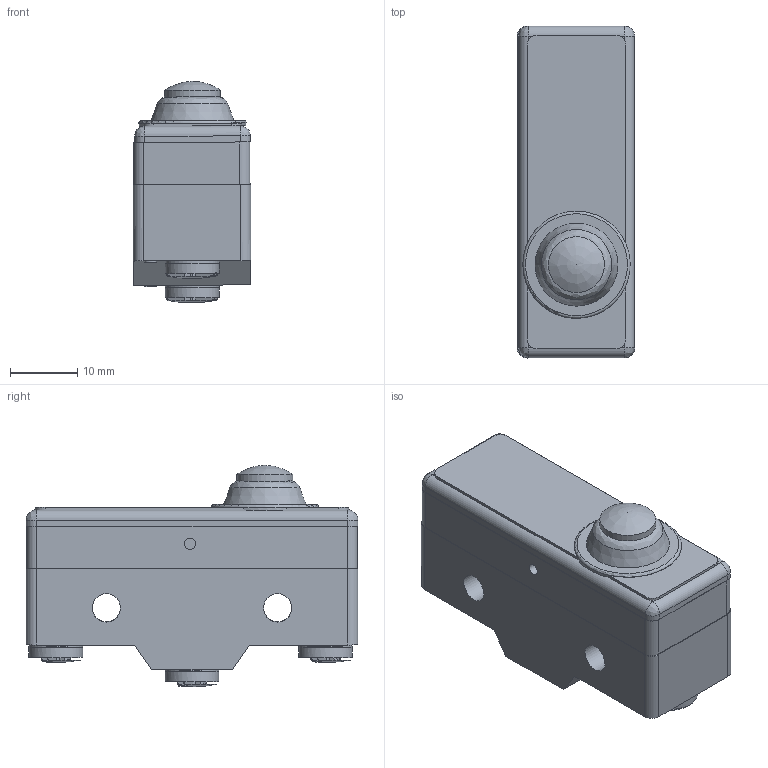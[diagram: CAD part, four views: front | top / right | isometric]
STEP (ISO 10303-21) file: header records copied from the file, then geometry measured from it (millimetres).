
FILE_DESCRIPTION (( 'STEP AP214' ), '1' );
FILE_NAME ('176-MS (Screw Terminal)-Short Spring Plunger.STEP', '2019-01-04T22:22:14', ( '' ), ( '' ), 'SwSTEP 2.0', 'SolidWorks 2018', '' );
FILE_SCHEMA (( 'AUTOMOTIVE_DESIGN' ));
Length unit declared in the file: inch
Products named in the file (1): 176-MS (Screw Terminal)-Short Spring Plunger
Bounding box: 17.5 x 49.2 x 32.79 mm (x, y, z)
Volume: 17261.2 mm3; surface area: 8418 mm2
Topology: 9 solids, 9 shells, 470 faces, 1202 edges, 702 vertices
Faces by surface type: plane 203, bspline 145, cylinder 111, torus 7, cone 4
Full cylindrical faces by diameter (mm): 1.7 x2, 3.8 x3, 4.2 x2, 6 x3, 7.5 x1, 8 x6, 8.3 x1, 15.9 x1
Entity records: 19879 total; most frequent: CARTESIAN_POINT 8086, ORIENTED_EDGE 2204, DIRECTION 1769, EDGE_CURVE 1102, VERTEX_POINT 695, AXIS2_PLACEMENT_3D 594, VECTOR 581, LINE 581
